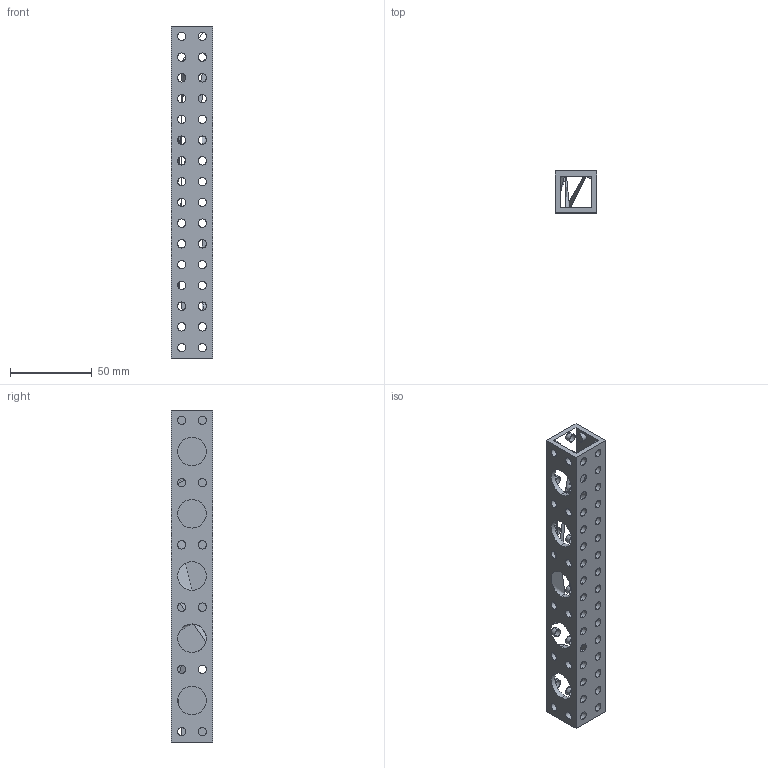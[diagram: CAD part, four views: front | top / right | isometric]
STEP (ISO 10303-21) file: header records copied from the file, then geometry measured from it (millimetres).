
FILE_DESCRIPTION (( 'STEP AP203' ), '1' );
FILE_NAME ('am-5002-0800 RoBits 1.0x1.0x8.0 Tube.STEP', '2023-05-16T19:54:10', ( '' ), ( '' ), 'SwSTEP 2.0', 'SolidWorks 2022', '' );
FILE_SCHEMA (( 'CONFIG_CONTROL_DESIGN' ));
Length unit declared in the file: inch
Products named in the file (1): am-5002-0800 RoBits 1.0x1.0x8.0 Tube
Bounding box: 25.4 x 25.4 x 203.2 mm (x, y, z)
Volume: 27125.6 mm3; surface area: 39922.8 mm2
Topology: 1 solids, 1 shells, 206 faces, 603 edges, 407 vertices
Faces by surface type: cylinder 196, plane 10
Entity records: 7623 total; most frequent: DIRECTION 1418, CARTESIAN_POINT 1227, ORIENTED_EDGE 1224, EDGE_CURVE 612, AXIS2_PLACEMENT_3D 599, VERTEX_POINT 408, EDGE_LOOP 404, CIRCLE 392
